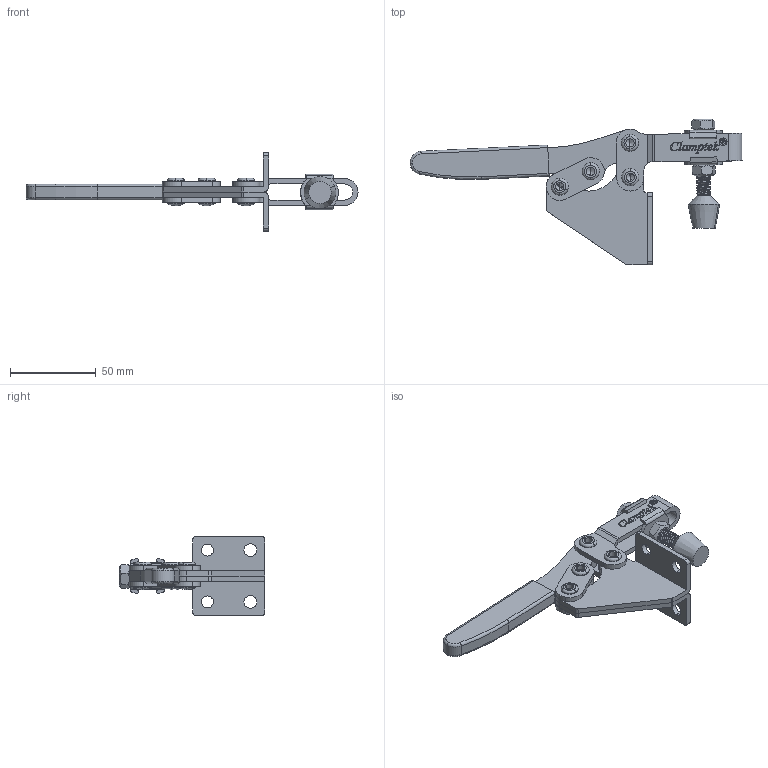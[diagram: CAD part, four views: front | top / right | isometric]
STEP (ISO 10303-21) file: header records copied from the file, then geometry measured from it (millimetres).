
FILE_DESCRIPTION (( 'STEP AP203' ), '1' );
FILE_NAME ('CH-202-F.STEP', '2017-11-13T01:26:01', ( 'Windows' ), ( 'Microsoft' ), 'SwSTEP 2.0', 'SolidWorks 2015', '' );
FILE_SCHEMA (( 'CONFIG_CONTROL_DESIGN' ));
Length unit declared in the file: millimetre
Products named in the file (11): FW516; 56212-02; 56212; 203-F-03; 203-F-03-02; 03; 202-F-01; 203-F-04; 202-F-02; CH-202-F; 225-D-06
Assembly tree (17 placements, depth 3):
  CH-202-F
    202-F-01
    202-F-02
    225-D-06  x5
    FW516  x2
    56212-02  x2
    56212
    03
      203-F-03
      203-F-03-02
    203-F-04  x2
Bounding box: 193.3 x 84.9 x 46 mm (x, y, z)
Volume: 57673.4 mm3; surface area: 46801 mm2
Topology: 17 solids, 17 shells, 764 faces, 2024 edges, 1324 vertices
Faces by surface type: plane 260, cylinder 241, bspline 170, torus 46, cone 37, sphere 10
Entity records: 30650 total; most frequent: CARTESIAN_POINT 15157, ORIENTED_EDGE 3340, DIRECTION 2331, EDGE_CURVE 1670, VERTEX_POINT 1106, LINE 879, VECTOR 879, AXIS2_PLACEMENT_3D 726
